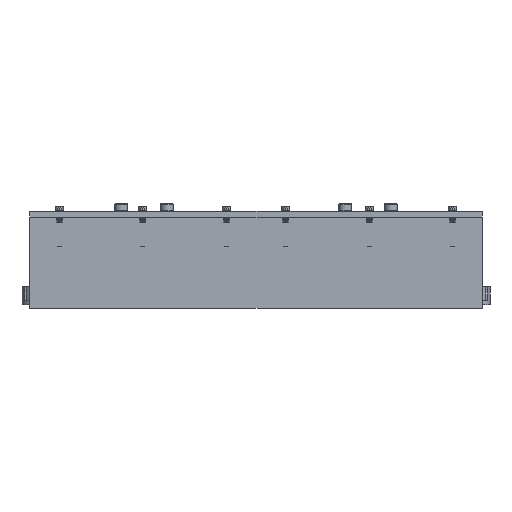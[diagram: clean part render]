
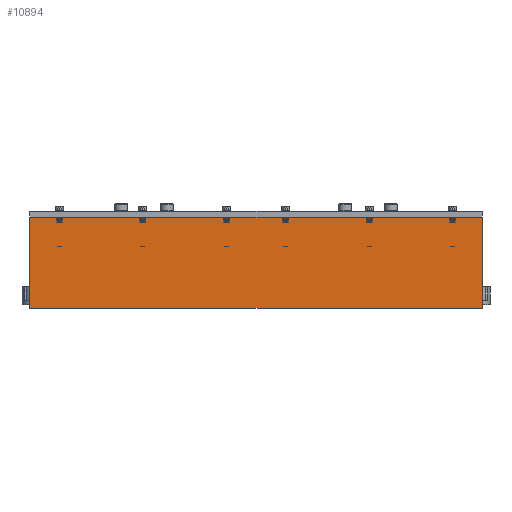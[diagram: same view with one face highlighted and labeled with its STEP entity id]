
A CAD part, front view. The second image highlights one B-rep face of the part: STEP entity #10894.
In plain terms, the highlighted planar face has unit normal (0, -1, 0).
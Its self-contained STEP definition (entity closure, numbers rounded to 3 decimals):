
#1415=FACE_OUTER_BOUND('',#2085,.T.);
#2085=EDGE_LOOP('',(#7524,#7525,#7526,#7527));
#2794=LINE('',#15936,#3697);
#2803=LINE('',#15984,#3706);
#2805=LINE('',#15987,#3708);
#2806=LINE('',#15988,#3709);
#3697=VECTOR('',#12912,10.);
#3706=VECTOR('',#12971,10.);
#3708=VECTOR('',#12975,10.);
#3709=VECTOR('',#12976,10.);
#4605=VERTEX_POINT('',#15933);
#4606=VERTEX_POINT('',#15935);
#4619=VERTEX_POINT('',#15981);
#4620=VERTEX_POINT('',#15983);
#5711=EDGE_CURVE('',#4605,#4606,#2794,.T.);
#5732=EDGE_CURVE('',#4620,#4619,#2803,.T.);
#5734=EDGE_CURVE('',#4620,#4605,#2805,.T.);
#5735=EDGE_CURVE('',#4606,#4619,#2806,.T.);
#7524=ORIENTED_EDGE('',*,*,#5734,.F.);
#7525=ORIENTED_EDGE('',*,*,#5732,.T.);
#7526=ORIENTED_EDGE('',*,*,#5735,.F.);
#7527=ORIENTED_EDGE('',*,*,#5711,.F.);
#10582=PLANE('',#11701);
#10894=ADVANCED_FACE('',(#1415),#10582,.T.);
#11701=AXIS2_PLACEMENT_3D('',#15986,#12973,#12974);
#12912=DIRECTION('',(0.,0.,-1.));
#12971=DIRECTION('',(0.,0.,-1.));
#12973=DIRECTION('center_axis',(0.,-1.,0.));
#12974=DIRECTION('ref_axis',(-1.,0.,0.));
#12975=DIRECTION('',(1.,0.,0.));
#12976=DIRECTION('',(-1.,0.,0.));
#15933=CARTESIAN_POINT('',(152.4,-68.76,0.));
#15935=CARTESIAN_POINT('',(152.4,-68.76,-61.5));
#15936=CARTESIAN_POINT('',(152.4,-68.76,0.));
#15981=CARTESIAN_POINT('',(-152.4,-68.76,-61.5));
#15983=CARTESIAN_POINT('',(-152.4,-68.76,0.));
#15984=CARTESIAN_POINT('',(-152.4,-68.76,0.));
#15986=CARTESIAN_POINT('Origin',(152.4,-68.76,0.));
#15987=CARTESIAN_POINT('',(-152.4,-68.76,0.));
#15988=CARTESIAN_POINT('',(-152.4,-68.76,-61.5));
